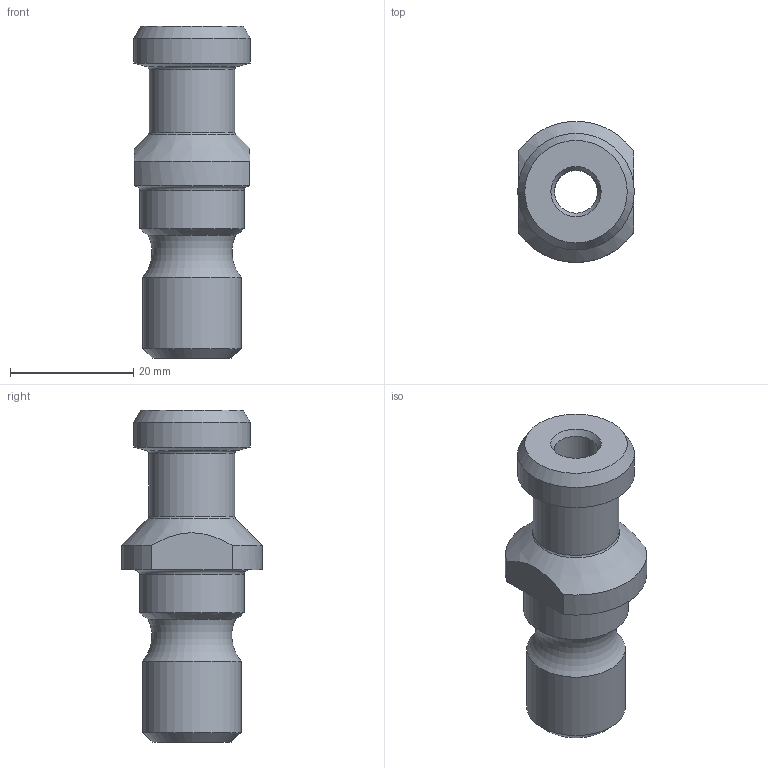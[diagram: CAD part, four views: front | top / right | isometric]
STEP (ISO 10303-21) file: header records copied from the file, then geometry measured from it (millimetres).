
FILE_DESCRIPTION(/* description */ (''),/* implementation_level */ '2;1');
FILE_NAME(/* name */ '1529391839975.stp',/* time_stamp */ '2018-06-19T09:04:05+02:00',/* author */ (''),/* organization */ ('SMS'),/* preprocessor_version */ 'ST-DEVELOPER v15',/* originating_system */ 'SIEMENS PLM Software NX 8.5',/* authorisation */ '');
FILE_SCHEMA (('AUTOMOTIVE_DESIGN { 1 0 10303 214 3 1 1 1 }'));
Length unit declared in the file: millimetre
Products named in the file (1): 201491130mod000_01
Bounding box: 18.97 x 22.92 x 53.98 mm (x, y, z)
Volume: 9413.3 mm3; surface area: 4668.2 mm2
Topology: 1 solids, 1 shells, 26 faces, 55 edges, 36 vertices
Faces by surface type: cone 8, cylinder 7, plane 6, torus 4, bspline 1
Full cylindrical faces by diameter (mm): 7.01 x1, 13.945 x1, 16 x1, 16.985 x1, 18.974 x1
Entity records: 699 total; most frequent: CARTESIAN_POINT 132, DIRECTION 122, ORIENTED_EDGE 72, AXIS2_PLACEMENT_3D 58, EDGE_LOOP 47, FACE_BOUND 42, EDGE_CURVE 36, VERTEX_POINT 31
